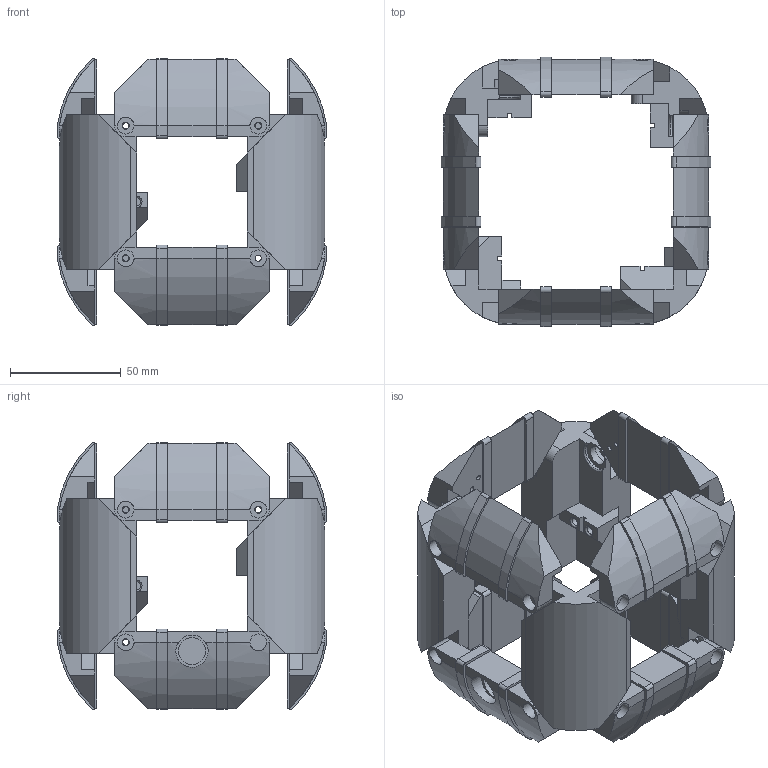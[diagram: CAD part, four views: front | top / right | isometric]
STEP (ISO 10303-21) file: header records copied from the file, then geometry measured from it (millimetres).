
FILE_DESCRIPTION(/* description */ ('','CAx-IF Rec.Pracs.---Representation and Presentation of Product Manufacturing Information (PMI)---4.0---2014-10-13'),/* implementation_level */ '2;1');
FILE_NAME(/* name */ 'Marc.step',/* time_stamp */ '2025-02-07T19:45:41-05:00',/* author */ (''),/* organization */ (''),/* preprocessor_version */ 'ST-DEVELOPER v20',/* originating_system */ 'Autodesk Translation Framework v13.20.0.188',/* authorisation */ '');
FILE_SCHEMA (('AP242_MANAGED_MODEL_BASED_3D_ENGINEERING_MIM_LF { 1 0 10303 442 1 1 4 }'));
Length unit declared in the file: millimetre
Products named in the file (1): Marc
Bounding box: 122 x 122 x 120.71 mm (x, y, z)
Volume: 372081.1 mm3; surface area: 119768 mm2
Topology: 28 solids, 28 shells, 843 faces, 2219 edges, 1466 vertices
Faces by surface type: plane 527, cylinder 292, torus 24
Full cylindrical faces by diameter (mm): 2.2 x8, 2.3 x2, 2.8 x12, 3.2 x12, 3.8 x8, 7.6 x16, 9 x4, 12.3 x1, 14.6 x1
Entity records: 26688 total; most frequent: CARTESIAN_POINT 4988, DIRECTION 4545, ORIENTED_EDGE 4438, EDGE_CURVE 2219, AXIS2_PLACEMENT_3D 1524, LINE 1497, VECTOR 1497, VERTEX_POINT 1466
